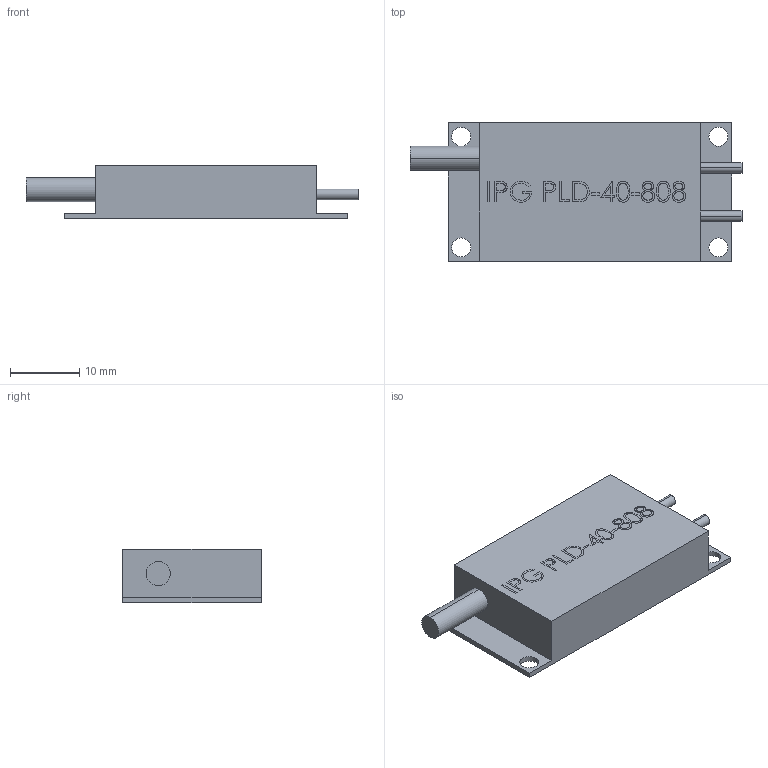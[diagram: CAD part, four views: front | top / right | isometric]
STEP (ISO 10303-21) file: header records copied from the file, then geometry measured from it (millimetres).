
FILE_DESCRIPTION (( 'STEP AP214' ), '1' );
FILE_NAME ('IPG_PLD-40-808.STEP', '2018-06-26T20:46:33', ( '' ), ( '' ), 'SwSTEP 2.0', 'SolidWorks 2016', '' );
FILE_SCHEMA (( 'AUTOMOTIVE_DESIGN' ));
Length unit declared in the file: millimetre
Products named in the file (2): IPG_PLD-40-808
Bounding box: 48 x 20 x 7.7 mm (x, y, z)
Volume: 5163.2 mm3; surface area: 2600 mm2
Topology: 1 solids, 1 shells, 50 faces, 203 edges, 181 vertices
Faces by surface type: plane 36, cylinder 14
Entity records: 3786 total; most frequent: CARTESIAN_POINT 1804, ORIENTED_EDGE 406, DIRECTION 255, EDGE_CURVE 203, VERTEX_POINT 181, VECTOR 95, LINE 95, EDGE_LOOP 84
